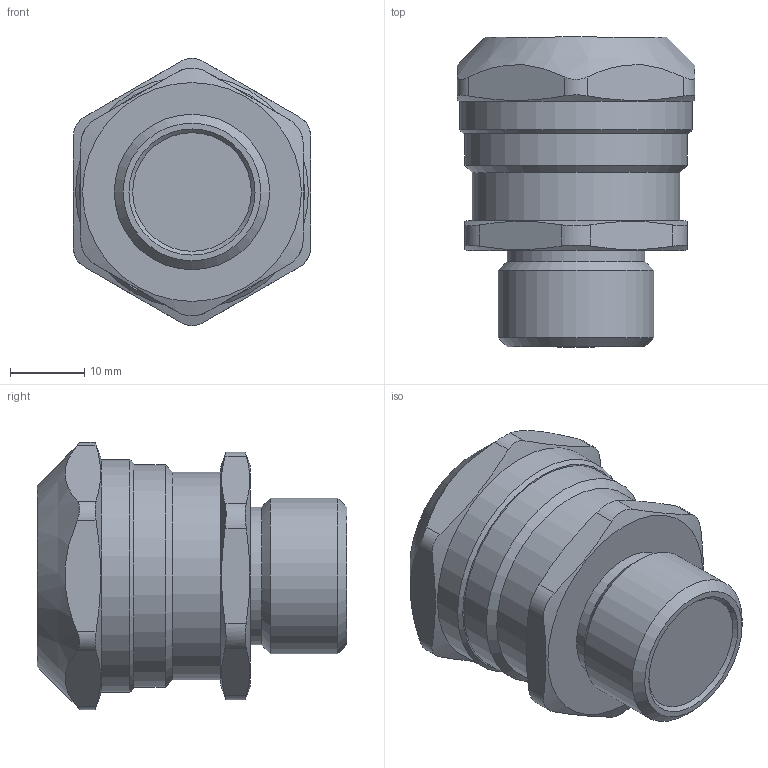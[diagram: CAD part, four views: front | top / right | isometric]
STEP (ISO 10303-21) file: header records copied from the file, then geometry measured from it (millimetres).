
FILE_DESCRIPTION(/* description */ (''),/* implementation_level */ '2;1');
FILE_NAME(/* name */ '',/* time_stamp */ '2024-04-22T11:16:10+07:00',/* author */ ('zeta-44'),/* organization */ (''),/* preprocessor_version */ 'ST-DEVELOPER v19.2',/* originating_system */ 'Autodesk Inventor 2024',/* authorisation */ '');
FILE_SCHEMA (('AUTOMOTIVE_DESIGN { 1 0 10303 214 3 1 1 }'));
Length unit declared in the file: millimetre
Products named in the file (1): Деталь2
Bounding box: 32 x 41.77 x 36.02 mm (x, y, z)
Volume: 24495.1 mm3; surface area: 5403.4 mm2
Topology: 1 solids, 1 shells, 46 faces, 114 edges, 75 vertices
Faces by surface type: plane 19, cylinder 18, cone 9
Full cylindrical faces by diameter (mm): 18.555 x1, 20.955 x1, 22.3 x1, 28 x1, 30 x1, 31.41 x1
Entity records: 1621 total; most frequent: CARTESIAN_POINT 534, ORIENTED_EDGE 228, DIRECTION 179, EDGE_CURVE 114, VERTEX_POINT 75, AXIS2_PLACEMENT_3D 70, EDGE_LOOP 51, FACE_OUTER_BOUND 46
